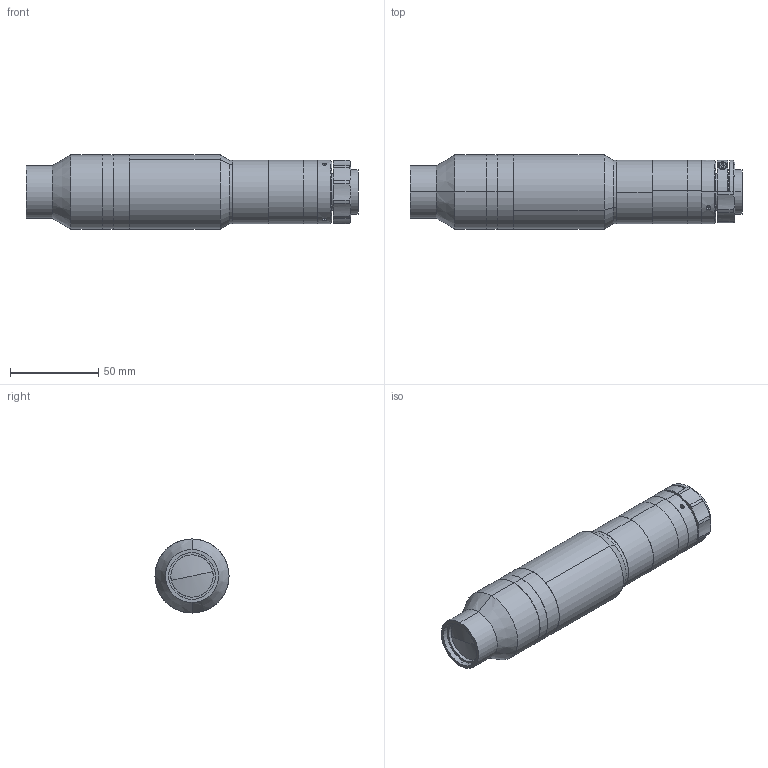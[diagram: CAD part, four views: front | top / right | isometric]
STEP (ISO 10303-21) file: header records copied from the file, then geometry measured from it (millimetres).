
FILE_DESCRIPTION (( 'STEP AP203' ), '1' );
FILE_NAME ('XF-MH045X326.STEP', '2020-08-24T07:13:39', ( 'canrill-02' ), ( '' ), 'SwSTEP 2.0', 'SolidWorks 2014', '' );
FILE_SCHEMA (( 'CONFIG_CONTROL_DESIGN' ));
Length unit declared in the file: millimetre
Products named in the file (1): XF-MH045X326
Bounding box: 188.35 x 42 x 42 mm (x, y, z)
Surface area: 29861.7 mm2 (no closed solid volume)
Topology: 0 solids, 15 shells, 116 faces, 306 edges, 211 vertices
Faces by surface type: cylinder 53, plane 42, cone 17, sphere 2, torus 2
Entity records: 3981 total; most frequent: CARTESIAN_POINT 953, DIRECTION 680, ORIENTED_EDGE 516, EDGE_CURVE 304, AXIS2_PLACEMENT_3D 282, VERTEX_POINT 211, CIRCLE 165, EDGE_LOOP 144
